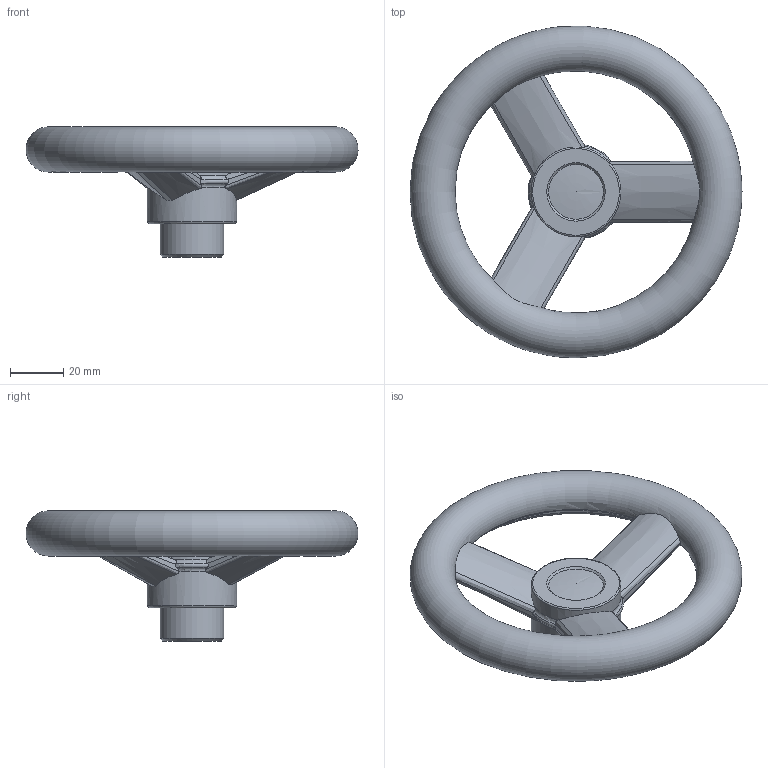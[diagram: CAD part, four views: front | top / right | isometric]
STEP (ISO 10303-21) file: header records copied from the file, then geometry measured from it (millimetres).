
FILE_DESCRIPTION( ( 'Unknown' ), '1' );
FILE_NAME( '6101010_VR125.stp', 'Unknown', ( 'Unknown' ), ( 'Unknown' ), 'XStep 1.0', 'Unknown', ' ' );
FILE_SCHEMA( ( 'CONFIG_CONTROL_DESIGN' ) );
Length unit declared in the file: millimetre
Products named in the file (3): Assem1; 1; 2
Bounding box: 124.98 x 124.9 x 48.99 mm (x, y, z)
Volume: 227930.5 mm3; surface area: 64035.6 mm2
Topology: 4 solids, 4 shells, 150 faces, 422 edges, 272 vertices
Faces by surface type: bspline 44, plane 36, torus 34, cylinder 20, cone 16
Full cylindrical faces by diameter (mm): 6 x2, 17 x2, 20 x4, 24 x2, 26 x4, 33.7 x4, 103.295 x2
Entity records: 3929 total; most frequent: CARTESIAN_POINT 2272, ORIENTED_EDGE 358, DIRECTION 218, EDGE_CURVE 179, VERTEX_POINT 130, B_SPLINE_CURVE_WITH_KNOTS 123, AXIS2_PLACEMENT_3D 106, EDGE_LOOP 101
